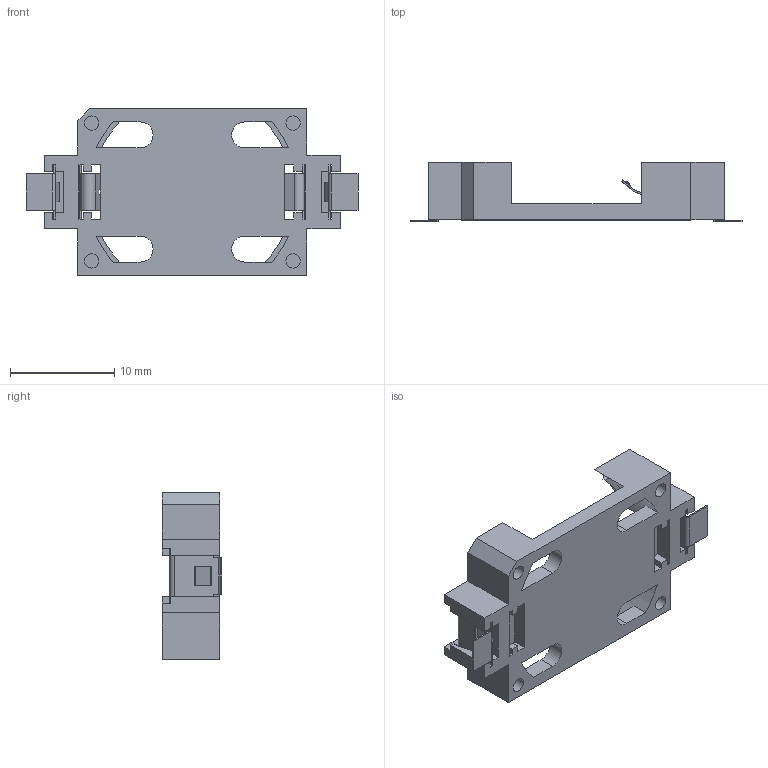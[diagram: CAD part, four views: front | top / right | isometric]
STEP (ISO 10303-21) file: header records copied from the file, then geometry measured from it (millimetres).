
FILE_DESCRIPTION (( 'STEP AP214' ), '1' );
FILE_NAME ('1060.STEP', '2023-01-18T16:25:11', ( '' ), ( '' ), 'SwSTEP 2.0', 'SolidWorks 2013', '' );
FILE_SCHEMA (( 'AUTOMOTIVE_DESIGN' ));
Length unit declared in the file: inch
Products named in the file (1): 1060
Bounding box: 31.83 x 5.69 x 16 mm (x, y, z)
Volume: 832.1 mm3; surface area: 1780 mm2
Topology: 3 solids, 3 shells, 330 faces, 850 edges, 534 vertices
Faces by surface type: plane 255, cylinder 51, sphere 8, torus 8, cone 4, bspline 4
Full cylindrical faces by diameter (mm): 1.372 x4
Entity records: 14200 total; most frequent: CARTESIAN_POINT 1805, ORIENTED_EDGE 1676, DIRECTION 1606, EDGE_CURVE 838, LINE 688, VECTOR 688, VERTEX_POINT 534, AXIS2_PLACEMENT_3D 459
